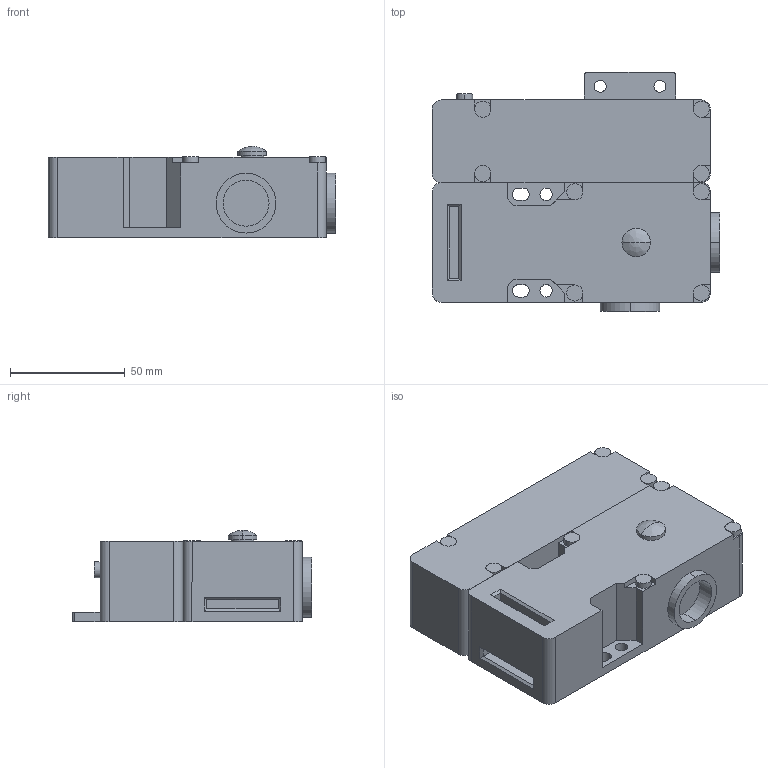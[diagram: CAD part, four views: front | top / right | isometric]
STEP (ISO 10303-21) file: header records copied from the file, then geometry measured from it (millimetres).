
FILE_DESCRIPTION (( 'STEP AP203' ), '1' );
FILE_NAME ('OUTSIDE-HS1C-L#44.STEP', '2014-04-18T10:11:25', ( 'IDEC' ), ( '' ), 'SwSTEP 2.0', 'SolidWorks 2012', '' );
FILE_SCHEMA (( 'CONFIG_CONTROL_DESIGN' ));
Length unit declared in the file: millimetre
Products named in the file (3): OUTSIDE-HS1B-##4R-#; OUTSIDE-HS1S-L4; OUTSIDE-HS1C-L#44
Assembly tree (2 placements, depth 2):
  OUTSIDE-HS1C-L#44
    OUTSIDE-HS1B-##4R-#
    OUTSIDE-HS1S-L4
Bounding box: 125 x 104 x 39.7 mm (x, y, z)
Volume: 353524.6 mm3; surface area: 53712.8 mm2
Topology: 2 solids, 2 shells, 170 faces, 446 edges, 291 vertices
Faces by surface type: plane 98, cylinder 70, bspline 2
Entity records: 5599 total; most frequent: CARTESIAN_POINT 940, DIRECTION 938, ORIENTED_EDGE 888, EDGE_CURVE 444, AXIS2_PLACEMENT_3D 321, LINE 296, VECTOR 296, VERTEX_POINT 291
